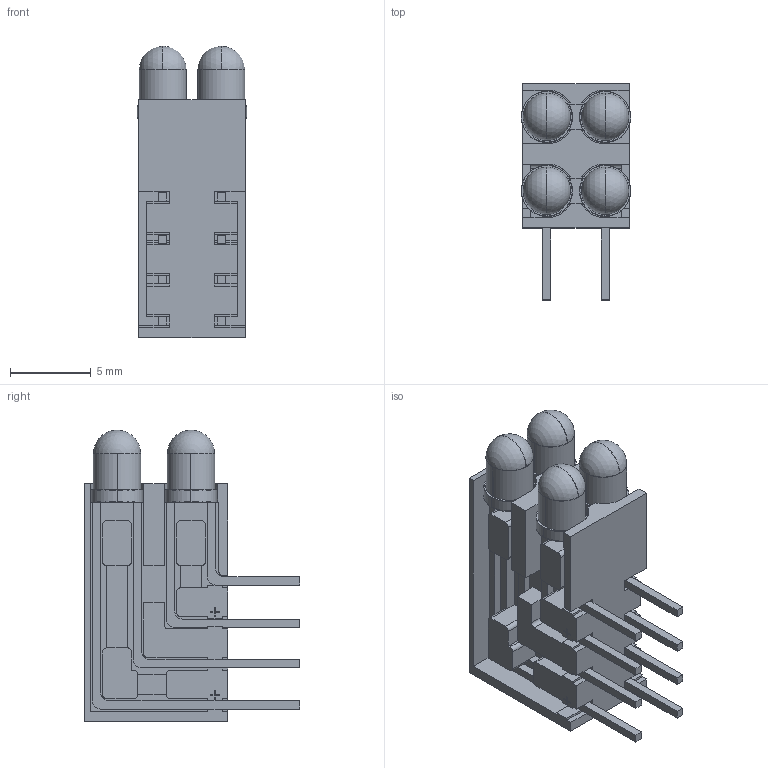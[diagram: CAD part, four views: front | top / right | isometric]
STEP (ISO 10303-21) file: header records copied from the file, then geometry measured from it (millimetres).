
FILE_DESCRIPTION (( 'STEP AP214' ), '1' );
FILE_NAME ('5684F_Series.STEP', '2019-05-15T22:52:39', ( 'user' ), ( 'Microsoft' ), 'SwSTEP 2.0', 'SolidWorks 2018', '' );
FILE_SCHEMA (( 'AUTOMOTIVE_DESIGN' ));
Length unit declared in the file: foot
Products named in the file (6): 4303F21; 4303F21 assy 5682F; F24936BKRY-B; 5684F_Series
Assembly tree (5 placements, depth 2):
  5684F_Series
    F24936BKRY-B
    4303F21
    4303F21 assy 5682F
    4303F21 assy 5682F
    4303F21
Bounding box: 6.78 x 13.34 x 18.03 mm (x, y, z)
Volume: 572 mm3; surface area: 1573.9 mm2
Topology: 5 solids, 9 shells, 416 faces, 1128 edges, 734 vertices
Faces by surface type: plane 304, cylinder 96, sphere 16
Entity records: 14822 total; most frequent: CARTESIAN_POINT 2270, ORIENTED_EDGE 2224, DIRECTION 2192, EDGE_CURVE 1112, LINE 880, VECTOR 880, VERTEX_POINT 734, AXIS2_PLACEMENT_3D 656
